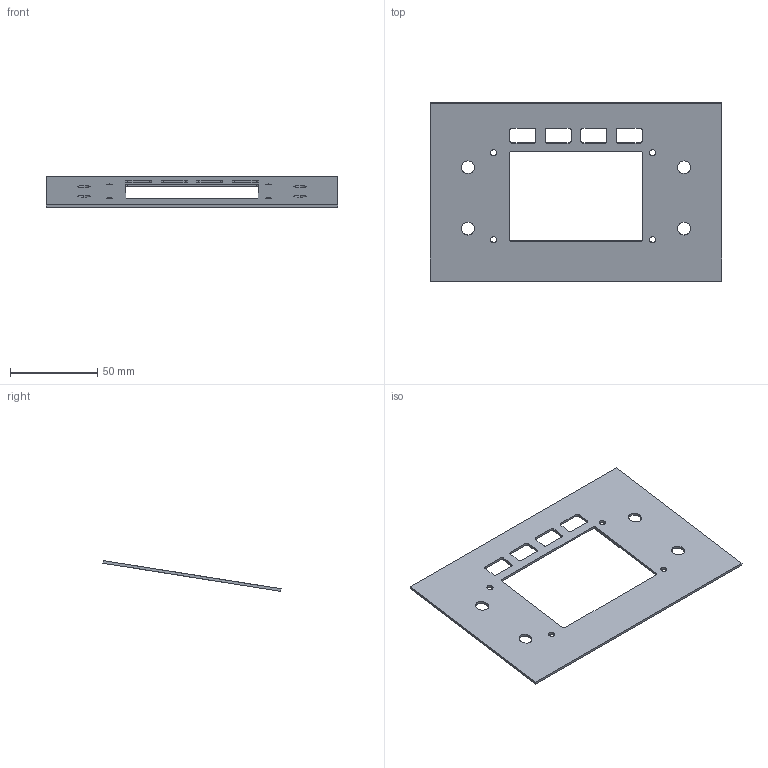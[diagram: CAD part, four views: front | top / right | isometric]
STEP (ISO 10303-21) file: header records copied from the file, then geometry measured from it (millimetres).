
FILE_DESCRIPTION((''),'2;1');
FILE_NAME('ZINTIAN_BOX_TAPA_RBP4_V01','2020-05-11T',('ramon'),(''),'PRO/ENGINEER BY PARAMETRIC TECHNOLOGY CORPORATION, 2013230','PRO/ENGINEER BY PARAMETRIC TECHNOLOGY CORPORATION, 2013230','');
FILE_SCHEMA(('CONFIG_CONTROL_DESIGN'));
Length unit declared in the file: millimetre
Products named in the file (1): ZINTIAN_BOX_TAPA_RBP4_V01
Bounding box: 167.2 x 102.23 x 17.64 mm (x, y, z)
Volume: 18876.3 mm3; surface area: 26840.1 mm2
Topology: 1 solids, 1 shells, 62 faces, 180 edges, 120 vertices
Faces by surface type: cylinder 36, plane 26
Entity records: 2166 total; most frequent: DIRECTION 376, CARTESIAN_POINT 362, ORIENTED_EDGE 360, EDGE_CURVE 180, AXIS2_PLACEMENT_3D 134, VERTEX_POINT 120, VECTOR 108, LINE 108
